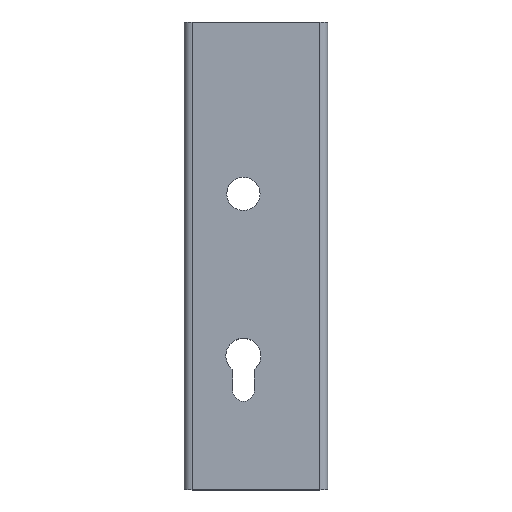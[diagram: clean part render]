
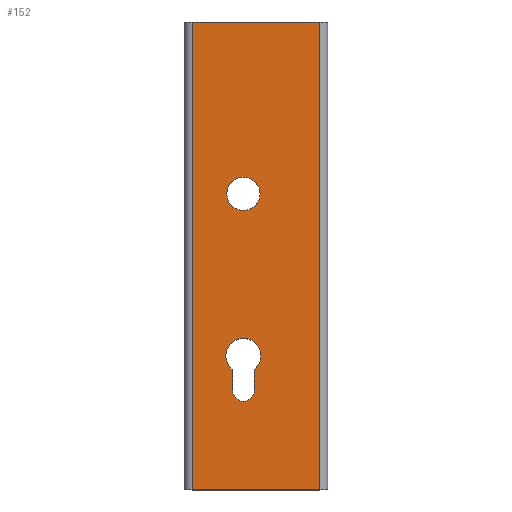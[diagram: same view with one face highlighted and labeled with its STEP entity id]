
A CAD part, top view. The second image highlights one B-rep face of the part: STEP entity #152.
In plain terms, the highlighted planar face has unit normal (0, 0, 1).
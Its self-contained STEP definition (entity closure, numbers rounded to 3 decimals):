
#1 = DIRECTION ( 'NONE',  ( 1., 0., 0. ) ) ;
#11 = DIRECTION ( 'NONE',  ( 0., 0., 1. ) ) ;
#15 = EDGE_CURVE ( 'NONE', #1457, #1493, #374, .T. ) ;
#36 = EDGE_CURVE ( 'NONE', #842, #1457, #889, .T. ) ;
#49 = DIRECTION ( 'NONE',  ( 0., 1., 0. ) ) ;
#60 = EDGE_CURVE ( 'NONE', #842, #1084, #448, .T. ) ;
#74 = EDGE_CURVE ( 'NONE', #225, #516, #1060, .T. ) ;
#75 = CARTESIAN_POINT ( 'NONE',  ( 35.5, 260., 20. ) ) ;
#78 = VERTEX_POINT ( 'NONE', #1235 ) ;
#79 = DIRECTION ( 'NONE',  ( 0., -1., 0. ) ) ;
#83 = VERTEX_POINT ( 'NONE', #896 ) ;
#115 = CARTESIAN_POINT ( 'NONE',  ( -35.5, 260., 20. ) ) ;
#152 = ADVANCED_FACE ( 'NONE', ( #984, #1503, #873 ), #697, .F. ) ;
#153 = LINE ( 'NONE', #610, #348 ) ;
#155 = DIRECTION ( 'NONE',  ( 0., -1., 0. ) ) ;
#160 = VECTOR ( 'NONE', #488, 1000. ) ;
#167 = EDGE_CURVE ( 'NONE', #516, #225, #461, .T. ) ;
#173 = VERTEX_POINT ( 'NONE', #691 ) ;
#202 = DIRECTION ( 'NONE',  ( 1., 0., 0. ) ) ;
#215 = DIRECTION ( 'NONE',  ( 0., -1., 0. ) ) ;
#225 = VERTEX_POINT ( 'NONE', #594 ) ;
#232 = VECTOR ( 'NONE', #215, 1000. ) ;
#260 = CARTESIAN_POINT ( 'NONE',  ( 2.25, 164.5, 20. ) ) ;
#262 = CARTESIAN_POINT ( 'NONE',  ( -7., 74.5, 20. ) ) ;
#266 = DIRECTION ( 'NONE',  ( 1., 0., 0. ) ) ;
#271 = CARTESIAN_POINT ( 'NONE',  ( 35.5, 0., 20. ) ) ;
#289 = CARTESIAN_POINT ( 'NONE',  ( 35.5, 260., 20. ) ) ;
#296 = CARTESIAN_POINT ( 'NONE',  ( 35.5, 0., 20. ) ) ;
#298 = EDGE_LOOP ( 'NONE', ( #1499, #1371, #949, #1477 ) ) ;
#313 = AXIS2_PLACEMENT_3D ( 'NONE', #506, #1086, #1325 ) ;
#335 = EDGE_CURVE ( 'NONE', #1042, #1118, #760, .T. ) ;
#338 = VECTOR ( 'NONE', #49, 1000. ) ;
#344 = ORIENTED_EDGE ( 'NONE', *, *, #167, .F. ) ;
#348 = VECTOR ( 'NONE', #155, 1000. ) ;
#357 = CARTESIAN_POINT ( 'NONE',  ( -7., 74.5, 20. ) ) ;
#366 = LINE ( 'NONE', #603, #338 ) ;
#374 = LINE ( 'NONE', #75, #232 ) ;
#423 = DIRECTION ( 'NONE',  ( 0., 0., 1. ) ) ;
#428 = CARTESIAN_POINT ( 'NONE',  ( -7., 74.5, 20. ) ) ;
#429 = CARTESIAN_POINT ( 'NONE',  ( 35.5, 260., 20. ) ) ;
#445 = CARTESIAN_POINT ( 'NONE',  ( 35.5, 260., 20. ) ) ;
#448 = LINE ( 'NONE', #1115, #1262 ) ;
#461 = CIRCLE ( 'NONE', #1271, 9.25 ) ;
#488 = DIRECTION ( 'NONE',  ( 1., 0., 0. ) ) ;
#506 = CARTESIAN_POINT ( 'NONE',  ( -7., 55.25, 20. ) ) ;
#516 = VERTEX_POINT ( 'NONE', #260 ) ;
#570 = VECTOR ( 'NONE', #768, 1000. ) ;
#588 = CIRCLE ( 'NONE', #598, 9.75 ) ;
#594 = CARTESIAN_POINT ( 'NONE',  ( -16.25, 164.5, 20. ) ) ;
#598 = AXIS2_PLACEMENT_3D ( 'NONE', #357, #1392, #1054 ) ;
#603 = CARTESIAN_POINT ( 'NONE',  ( -1., 55.25, 20. ) ) ;
#610 = CARTESIAN_POINT ( 'NONE',  ( -13., 55.25, 20. ) ) ;
#665 = CIRCLE ( 'NONE', #884, 9.75 ) ;
#667 = DIRECTION ( 'NONE',  ( -1., 0., 0. ) ) ;
#691 = CARTESIAN_POINT ( 'NONE',  ( -13., 55.25, 20. ) ) ;
#697 = PLANE ( 'NONE',  #1135 ) ;
#706 = AXIS2_PLACEMENT_3D ( 'NONE', #262, #1066, #266 ) ;
#726 = ORIENTED_EDGE ( 'NONE', *, *, #1327, .F. ) ;
#760 = CIRCLE ( 'NONE', #706, 9.75 ) ;
#768 = DIRECTION ( 'NONE',  ( 1., 0., 0. ) ) ;
#814 = DIRECTION ( 'NONE',  ( 0., 0., -1. ) ) ;
#842 = VERTEX_POINT ( 'NONE', #115 ) ;
#850 = EDGE_CURVE ( 'NONE', #83, #1042, #588, .T. ) ;
#851 = VERTEX_POINT ( 'NONE', #926 ) ;
#873 = FACE_OUTER_BOUND ( 'NONE', #298, .T. ) ;
#884 = AXIS2_PLACEMENT_3D ( 'NONE', #428, #423, #202 ) ;
#889 = LINE ( 'NONE', #429, #570 ) ;
#896 = CARTESIAN_POINT ( 'NONE',  ( -1., 66.815, 20. ) ) ;
#912 = EDGE_CURVE ( 'NONE', #1118, #78, #665, .T. ) ;
#926 = CARTESIAN_POINT ( 'NONE',  ( -1., 55.25, 20. ) ) ;
#949 = ORIENTED_EDGE ( 'NONE', *, *, #36, .F. ) ;
#964 = LINE ( 'NONE', #271, #160 ) ;
#984 = FACE_BOUND ( 'NONE', #1484, .T. ) ;
#1032 = ORIENTED_EDGE ( 'NONE', *, *, #335, .F. ) ;
#1035 = DIRECTION ( 'NONE',  ( 0., 0., 1. ) ) ;
#1042 = VERTEX_POINT ( 'NONE', #1373 ) ;
#1054 = DIRECTION ( 'NONE',  ( 1., 0., 0. ) ) ;
#1060 = CIRCLE ( 'NONE', #1421, 9.25 ) ;
#1066 = DIRECTION ( 'NONE',  ( 0., 0., 1. ) ) ;
#1084 = VERTEX_POINT ( 'NONE', #1173 ) ;
#1086 = DIRECTION ( 'NONE',  ( 0., 0., 1. ) ) ;
#1100 = ORIENTED_EDGE ( 'NONE', *, *, #912, .F. ) ;
#1107 = EDGE_CURVE ( 'NONE', #1084, #1493, #964, .T. ) ;
#1115 = CARTESIAN_POINT ( 'NONE',  ( -35.5, 260., 20. ) ) ;
#1118 = VERTEX_POINT ( 'NONE', #1177 ) ;
#1120 = EDGE_LOOP ( 'NONE', ( #344, #1138 ) ) ;
#1135 = AXIS2_PLACEMENT_3D ( 'NONE', #445, #814, #667 ) ;
#1138 = ORIENTED_EDGE ( 'NONE', *, *, #74, .F. ) ;
#1173 = CARTESIAN_POINT ( 'NONE',  ( -35.5, 0., 20. ) ) ;
#1177 = CARTESIAN_POINT ( 'NONE',  ( -16.75, 74.5, 20. ) ) ;
#1235 = CARTESIAN_POINT ( 'NONE',  ( -13., 66.815, 20. ) ) ;
#1239 = EDGE_CURVE ( 'NONE', #173, #851, #1273, .T. ) ;
#1262 = VECTOR ( 'NONE', #79, 1000. ) ;
#1266 = CARTESIAN_POINT ( 'NONE',  ( -7., 164.5, 20. ) ) ;
#1271 = AXIS2_PLACEMENT_3D ( 'NONE', #1266, #11, #1 ) ;
#1273 = CIRCLE ( 'NONE', #313, 6. ) ;
#1319 = ORIENTED_EDGE ( 'NONE', *, *, #1239, .F. ) ;
#1325 = DIRECTION ( 'NONE',  ( 1., 0., 0. ) ) ;
#1327 = EDGE_CURVE ( 'NONE', #78, #173, #153, .T. ) ;
#1371 = ORIENTED_EDGE ( 'NONE', *, *, #15, .F. ) ;
#1373 = CARTESIAN_POINT ( 'NONE',  ( 2.75, 74.5, 20. ) ) ;
#1374 = CARTESIAN_POINT ( 'NONE',  ( -7., 164.5, 20. ) ) ;
#1392 = DIRECTION ( 'NONE',  ( 0., 0., 1. ) ) ;
#1394 = ORIENTED_EDGE ( 'NONE', *, *, #850, .F. ) ;
#1421 = AXIS2_PLACEMENT_3D ( 'NONE', #1374, #1035, #1481 ) ;
#1453 = EDGE_CURVE ( 'NONE', #851, #83, #366, .T. ) ;
#1457 = VERTEX_POINT ( 'NONE', #289 ) ;
#1461 = ORIENTED_EDGE ( 'NONE', *, *, #1453, .F. ) ;
#1477 = ORIENTED_EDGE ( 'NONE', *, *, #60, .T. ) ;
#1481 = DIRECTION ( 'NONE',  ( 1., 0., 0. ) ) ;
#1484 = EDGE_LOOP ( 'NONE', ( #1461, #1319, #726, #1100, #1032, #1394 ) ) ;
#1493 = VERTEX_POINT ( 'NONE', #296 ) ;
#1499 = ORIENTED_EDGE ( 'NONE', *, *, #1107, .T. ) ;
#1503 = FACE_BOUND ( 'NONE', #1120, .T. ) ;
